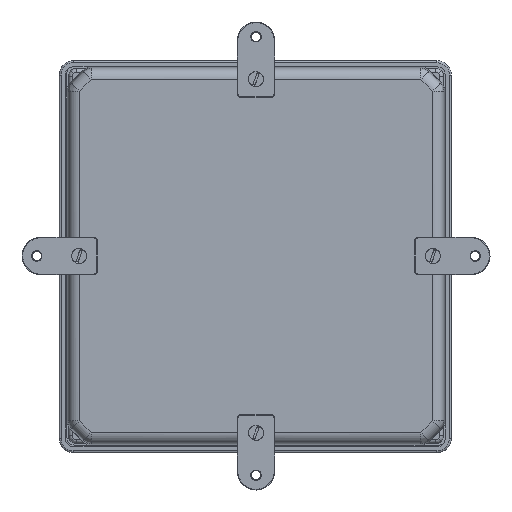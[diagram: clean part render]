
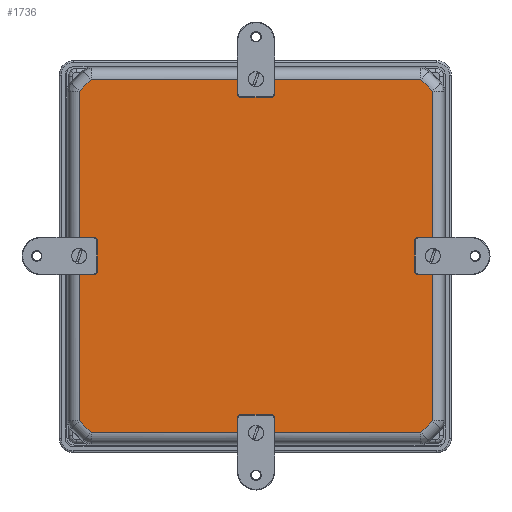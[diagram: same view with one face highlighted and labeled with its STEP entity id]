
A CAD part, front view. The second image highlights one B-rep face of the part: STEP entity #1736.
In plain terms, the highlighted planar face has unit normal (0, -1, 0).
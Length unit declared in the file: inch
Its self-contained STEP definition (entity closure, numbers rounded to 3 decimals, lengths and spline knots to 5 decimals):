
#178 = VERTEX_POINT ( 'NONE', #6403 ) ;
#816 = VECTOR ( 'NONE', #55067, 39.37008 ) ;
#1389 = EDGE_CURVE ( 'NONE', #19305, #41296, #20215, .T. ) ;
#1736 = ADVANCED_FACE ( 'NONE', ( #64252 ), #57275, .T. ) ;
#1773 = EDGE_CURVE ( 'NONE', #13246, #10248, #12192, .T. ) ;
#2214 = CARTESIAN_POINT ( 'NONE',  ( -6.69579, -4.25624, -5.84003 ) ) ;
#2221 = EDGE_CURVE ( 'NONE', #31595, #29257, #30514, .T. ) ;
#2319 = CARTESIAN_POINT ( 'NONE',  ( 5.0094, -4.25624, 5.84003 ) ) ;
#2663 = DIRECTION ( 'NONE',  ( 0., 1., 0. ) ) ;
#3020 = AXIS2_PLACEMENT_3D ( 'NONE', #6936, #2663, #18085 ) ;
#3198 = EDGE_CURVE ( 'NONE', #25409, #35008, #48101, .T. ) ;
#3775 = EDGE_CURVE ( 'NONE', #46504, #35008, #20772, .T. ) ;
#4098 = VECTOR ( 'NONE', #34063, 39.37008 ) ;
#4319 = CARTESIAN_POINT ( 'NONE',  ( -6.28582, -4.25624, 0.17436 ) ) ;
#4510 = CARTESIAN_POINT ( 'NONE',  ( 5.39425, -4.25624, 0.17436 ) ) ;
#5250 = CARTESIAN_POINT ( 'NONE',  ( -6.28582, -4.25624, -5.45519 ) ) ;
#6403 = CARTESIAN_POINT ( 'NONE',  ( -5.90097, -4.25624, -5.84003 ) ) ;
#6936 = CARTESIAN_POINT ( 'NONE',  ( 5.40921, -4.25624, 0. ) ) ;
#7765 = VECTOR ( 'NONE', #38294, 39.37008 ) ;
#8039 = EDGE_CURVE ( 'NONE', #40907, #178, #13017, .T. ) ;
#8714 = EDGE_LOOP ( 'NONE', ( #26157, #46875, #38268, #32054, #65415, #22486, #16632, #16109, #25944, #61886, #54277, #23727, #17090, #24906, #63240, #42599 ) ) ;
#10095 = VERTEX_POINT ( 'NONE', #33357 ) ;
#10154 = LINE ( 'NONE', #58880, #24553 ) ;
#10248 = VERTEX_POINT ( 'NONE', #4510 ) ;
#10585 = VECTOR ( 'NONE', #53193, 39.37008 ) ;
#11590 = DIRECTION ( 'NONE',  ( 0., 1., 0. ) ) ;
#12192 = CIRCLE ( 'NONE', #3020, 0.175 ) ;
#12220 = CARTESIAN_POINT ( 'NONE',  ( 5.39425, -4.25624, 6.25 ) ) ;
#12993 = DIRECTION ( 'NONE',  ( 1., 0., 0. ) ) ;
#13017 = LINE ( 'NONE', #45164, #60268 ) ;
#13246 = VERTEX_POINT ( 'NONE', #49609 ) ;
#14706 = DIRECTION ( 'NONE',  ( 0.707, 0., 0.707 ) ) ;
#15423 = CARTESIAN_POINT ( 'NONE',  ( 5.39425, -4.25624, -5.45519 ) ) ;
#16109 = ORIENTED_EDGE ( 'NONE', *, *, #53748, .F. ) ;
#16632 = ORIENTED_EDGE ( 'NONE', *, *, #51588, .T. ) ;
#17090 = ORIENTED_EDGE ( 'NONE', *, *, #1389, .T. ) ;
#18085 = DIRECTION ( 'NONE',  ( 0., 0., -1. ) ) ;
#19305 = VERTEX_POINT ( 'NONE', #27863 ) ;
#20215 = LINE ( 'NONE', #61283, #21812 ) ;
#20772 = CIRCLE ( 'NONE', #29221, 0.175 ) ;
#21210 = DIRECTION ( 'NONE',  ( 0., 1., 0. ) ) ;
#21812 = VECTOR ( 'NONE', #51229, 39.37008 ) ;
#22008 = CIRCLE ( 'NONE', #66177, 0.175 ) ;
#22486 = ORIENTED_EDGE ( 'NONE', *, *, #8039, .F. ) ;
#23727 = ORIENTED_EDGE ( 'NONE', *, *, #33267, .F. ) ;
#24553 = VECTOR ( 'NONE', #43651, 39.37008 ) ;
#24906 = ORIENTED_EDGE ( 'NONE', *, *, #65775, .F. ) ;
#25409 = VERTEX_POINT ( 'NONE', #54154 ) ;
#25944 = ORIENTED_EDGE ( 'NONE', *, *, #2221, .T. ) ;
#26157 = ORIENTED_EDGE ( 'NONE', *, *, #57263, .T. ) ;
#27863 = CARTESIAN_POINT ( 'NONE',  ( 5.39425, -4.25624, 5.45519 ) ) ;
#28974 = EDGE_CURVE ( 'NONE', #52846, #178, #65408, .T. ) ;
#29221 = AXIS2_PLACEMENT_3D ( 'NONE', #63258, #11590, #63045 ) ;
#29257 = VERTEX_POINT ( 'NONE', #15423 ) ;
#30514 = LINE ( 'NONE', #39986, #64190 ) ;
#31035 = CARTESIAN_POINT ( 'NONE',  ( -0.27143, -4.25624, -5.84003 ) ) ;
#31595 = VERTEX_POINT ( 'NONE', #46217 ) ;
#31969 = DIRECTION ( 'NONE',  ( 0., 1., 0. ) ) ;
#32054 = ORIENTED_EDGE ( 'NONE', *, *, #58589, .F. ) ;
#32376 = DIRECTION ( 'NONE',  ( 0., 0., -1. ) ) ;
#33267 = EDGE_CURVE ( 'NONE', #19305, #10248, #58632, .T. ) ;
#33275 = CARTESIAN_POINT ( 'NONE',  ( -0.44579, -4.25624, 0. ) ) ;
#33357 = CARTESIAN_POINT ( 'NONE',  ( -6.28582, -4.25624, -0.17436 ) ) ;
#33976 = CARTESIAN_POINT ( 'NONE',  ( -6.69579, -4.25624, 5.84003 ) ) ;
#34063 = DIRECTION ( 'NONE',  ( 1., 0., 0. ) ) ;
#35008 = VERTEX_POINT ( 'NONE', #49992 ) ;
#35121 = VECTOR ( 'NONE', #46935, 39.37008 ) ;
#35581 = EDGE_CURVE ( 'NONE', #13246, #29257, #57692, .T. ) ;
#36141 = DIRECTION ( 'NONE',  ( 0., 0., 1. ) ) ;
#36711 = DIRECTION ( 'NONE',  ( 0., 0., -1. ) ) ;
#37700 = CARTESIAN_POINT ( 'NONE',  ( -0.27143, -4.25624, 5.84003 ) ) ;
#38268 = ORIENTED_EDGE ( 'NONE', *, *, #58969, .T. ) ;
#38294 = DIRECTION ( 'NONE',  ( 0.707, 0., -0.707 ) ) ;
#39741 = CIRCLE ( 'NONE', #42484, 0.175 ) ;
#39986 = CARTESIAN_POINT ( 'NONE',  ( 5.0094, -4.25624, -5.84003 ) ) ;
#40907 = VERTEX_POINT ( 'NONE', #60081 ) ;
#41296 = VERTEX_POINT ( 'NONE', #2319 ) ;
#42484 = AXIS2_PLACEMENT_3D ( 'NONE', #51892, #21210, #32376 ) ;
#42599 = ORIENTED_EDGE ( 'NONE', *, *, #3198, .F. ) ;
#43607 = DIRECTION ( 'NONE',  ( 0., -1., 0. ) ) ;
#43651 = DIRECTION ( 'NONE',  ( 0., 0., 1. ) ) ;
#45164 = CARTESIAN_POINT ( 'NONE',  ( -6.69579, -4.25624, -5.84003 ) ) ;
#46217 = CARTESIAN_POINT ( 'NONE',  ( 5.0094, -4.25624, -5.84003 ) ) ;
#46230 = CARTESIAN_POINT ( 'NONE',  ( -6.28582, -4.25624, 6.25 ) ) ;
#46504 = VERTEX_POINT ( 'NONE', #37700 ) ;
#46875 = ORIENTED_EDGE ( 'NONE', *, *, #57358, .F. ) ;
#46920 = VERTEX_POINT ( 'NONE', #4319 ) ;
#46935 = DIRECTION ( 'NONE',  ( -0.707, 0., -0.707 ) ) ;
#48101 = LINE ( 'NONE', #33976, #49687 ) ;
#49521 = CARTESIAN_POINT ( 'NONE',  ( -6.69579, -4.25624, 5.84003 ) ) ;
#49609 = CARTESIAN_POINT ( 'NONE',  ( 5.39425, -4.25624, -0.17436 ) ) ;
#49687 = VECTOR ( 'NONE', #12993, 39.37008 ) ;
#49992 = CARTESIAN_POINT ( 'NONE',  ( -0.62015, -4.25624, 5.84003 ) ) ;
#50660 = VECTOR ( 'NONE', #58380, 39.37008 ) ;
#51028 = CARTESIAN_POINT ( 'NONE',  ( -6.28582, -4.25624, 5.45519 ) ) ;
#51229 = DIRECTION ( 'NONE',  ( -0.707, 0., 0.707 ) ) ;
#51588 = EDGE_CURVE ( 'NONE', #40907, #53497, #22008, .T. ) ;
#51892 = CARTESIAN_POINT ( 'NONE',  ( -6.30079, -4.25624, 0. ) ) ;
#51948 = VECTOR ( 'NONE', #36141, 39.37008 ) ;
#52846 = VERTEX_POINT ( 'NONE', #5250 ) ;
#53193 = DIRECTION ( 'NONE',  ( 0., 0., -1. ) ) ;
#53497 = VERTEX_POINT ( 'NONE', #31035 ) ;
#53579 = LINE ( 'NONE', #63081, #35121 ) ;
#53748 = EDGE_CURVE ( 'NONE', #31595, #53497, #62677, .T. ) ;
#54154 = CARTESIAN_POINT ( 'NONE',  ( -5.90097, -4.25624, 5.84003 ) ) ;
#54277 = ORIENTED_EDGE ( 'NONE', *, *, #1773, .T. ) ;
#55067 = DIRECTION ( 'NONE',  ( 0., 0., -1. ) ) ;
#55160 = LINE ( 'NONE', #46230, #51948 ) ;
#57263 = EDGE_CURVE ( 'NONE', #25409, #63138, #53579, .T. ) ;
#57275 = PLANE ( 'NONE',  #66036 ) ;
#57358 = EDGE_CURVE ( 'NONE', #46920, #63138, #55160, .T. ) ;
#57540 = CARTESIAN_POINT ( 'NONE',  ( -0.44579, -4.25624, -5.855 ) ) ;
#57692 = LINE ( 'NONE', #59984, #816 ) ;
#58380 = DIRECTION ( 'NONE',  ( -1., 0., 0. ) ) ;
#58589 = EDGE_CURVE ( 'NONE', #52846, #10095, #10154, .T. ) ;
#58632 = LINE ( 'NONE', #12220, #10585 ) ;
#58880 = CARTESIAN_POINT ( 'NONE',  ( -6.28582, -4.25624, 6.25 ) ) ;
#58969 = EDGE_CURVE ( 'NONE', #46920, #10095, #39741, .T. ) ;
#59984 = CARTESIAN_POINT ( 'NONE',  ( 5.39425, -4.25624, 6.25 ) ) ;
#60081 = CARTESIAN_POINT ( 'NONE',  ( -0.62015, -4.25624, -5.84003 ) ) ;
#60268 = VECTOR ( 'NONE', #66169, 39.37008 ) ;
#61283 = CARTESIAN_POINT ( 'NONE',  ( 5.39425, -4.25624, 5.45519 ) ) ;
#61886 = ORIENTED_EDGE ( 'NONE', *, *, #35581, .F. ) ;
#62677 = LINE ( 'NONE', #2214, #50660 ) ;
#63045 = DIRECTION ( 'NONE',  ( 0., 0., -1. ) ) ;
#63081 = CARTESIAN_POINT ( 'NONE',  ( -5.90097, -4.25624, 5.84003 ) ) ;
#63138 = VERTEX_POINT ( 'NONE', #51028 ) ;
#63240 = ORIENTED_EDGE ( 'NONE', *, *, #3775, .T. ) ;
#63258 = CARTESIAN_POINT ( 'NONE',  ( -0.44579, -4.25624, 5.855 ) ) ;
#63356 = LINE ( 'NONE', #49521, #4098 ) ;
#63512 = DIRECTION ( 'NONE',  ( 0., 0., -1. ) ) ;
#63574 = CARTESIAN_POINT ( 'NONE',  ( -6.28582, -4.25624, -5.45519 ) ) ;
#64190 = VECTOR ( 'NONE', #14706, 39.37008 ) ;
#64252 = FACE_OUTER_BOUND ( 'NONE', #8714, .T. ) ;
#65408 = LINE ( 'NONE', #63574, #7765 ) ;
#65415 = ORIENTED_EDGE ( 'NONE', *, *, #28974, .T. ) ;
#65775 = EDGE_CURVE ( 'NONE', #46504, #41296, #63356, .T. ) ;
#66036 = AXIS2_PLACEMENT_3D ( 'NONE', #33275, #43607, #63512 ) ;
#66169 = DIRECTION ( 'NONE',  ( -1., 0., 0. ) ) ;
#66177 = AXIS2_PLACEMENT_3D ( 'NONE', #57540, #31969, #36711 ) ;
